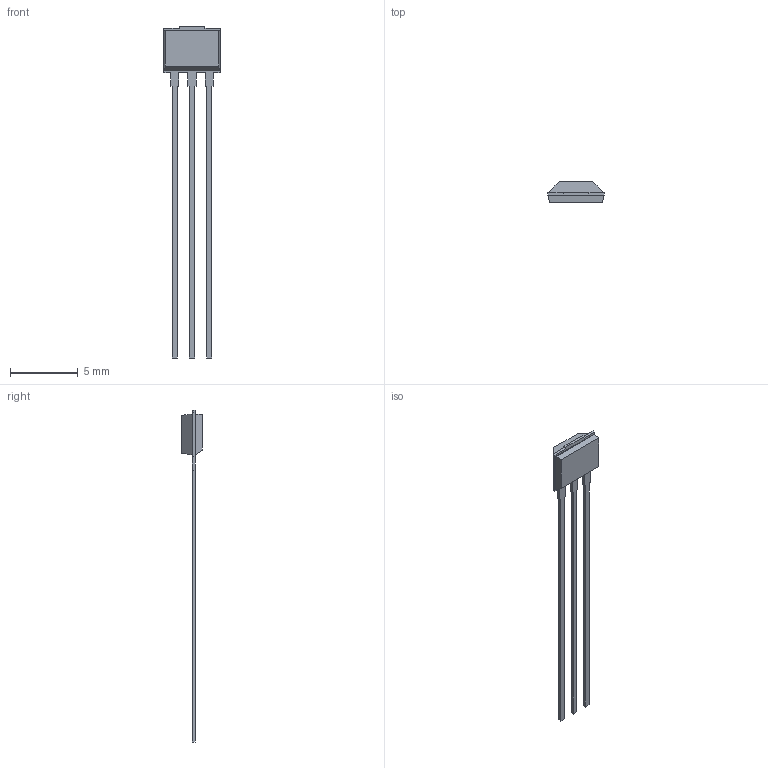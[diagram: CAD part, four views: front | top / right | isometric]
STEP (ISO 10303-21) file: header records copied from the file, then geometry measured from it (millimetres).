
FILE_DESCRIPTION(/* description */ (''),/* implementation_level */ '2;1');
FILE_NAME(/* name */ 'PG-SSO-3-2.step',/* time_stamp */ '2019-10-17T19:53:08+02:00',/* author */ (''),/* organization */ (''),/* preprocessor_version */ 'ST-DEVELOPER v18',/* originating_system */ 'Autodesk Translation Framework v8.6.0.1094',/* authorisation */ '');
FILE_SCHEMA (('AUTOMOTIVE_DESIGN { 1 0 10303 214 3 1 1 }'));
Length unit declared in the file: millimetre
Products named in the file (1): Sensor
Bounding box: 4.16 x 1.52 x 24.44 mm (x, y, z)
Volume: 21.4 mm3; surface area: 168.6 mm2
Topology: 3 solids, 3 shells, 47 faces, 123 edges, 82 vertices
Faces by surface type: plane 47
Entity records: 1455 total; most frequent: CARTESIAN_POINT 253, ORIENTED_EDGE 246, DIRECTION 219, LINE 123, VECTOR 123, EDGE_CURVE 123, VERTEX_POINT 82, AXIS2_PLACEMENT_3D 48
